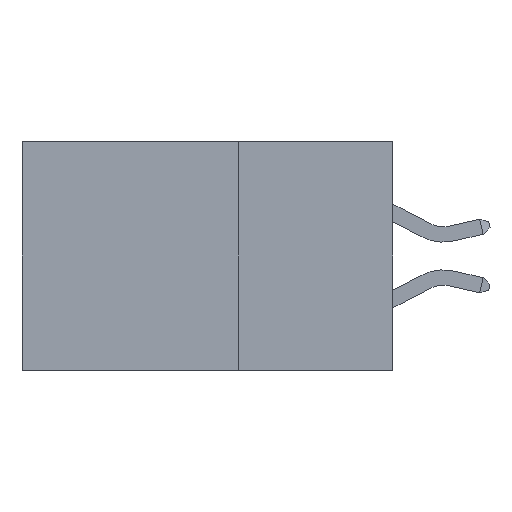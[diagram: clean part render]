
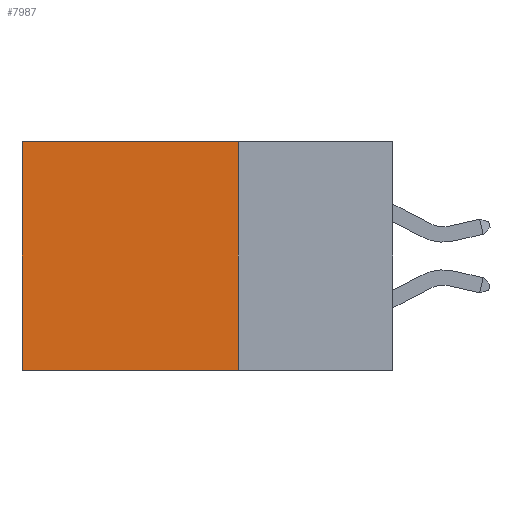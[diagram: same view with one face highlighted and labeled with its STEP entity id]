
A CAD part, left-side view. The second image highlights one B-rep face of the part: STEP entity #7987.
In plain terms, the highlighted planar face has unit normal (-1, 0, 0).
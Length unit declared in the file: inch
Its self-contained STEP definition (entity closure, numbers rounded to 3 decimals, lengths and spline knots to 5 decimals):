
#200 = VECTOR ( 'NONE', #12470, 39.37008 ) ;
#595 = DIRECTION ( 'NONE',  ( 0., 1., 0. ) ) ;
#596 = CARTESIAN_POINT ( 'NONE',  ( 0.2875, 0.25, 0. ) ) ;
#1026 = EDGE_CURVE ( 'NONE', #1560, #2078, #3799, .T. ) ;
#1122 = ORIENTED_EDGE ( 'NONE', *, *, #7273, .F. ) ;
#1414 = EDGE_CURVE ( 'NONE', #2078, #12915, #1980, .T. ) ;
#1560 = VERTEX_POINT ( 'NONE', #2421 ) ;
#1980 = LINE ( 'NONE', #3129, #200 ) ;
#2078 = VERTEX_POINT ( 'NONE', #10653 ) ;
#2206 = ORIENTED_EDGE ( 'NONE', *, *, #8267, .F. ) ;
#2351 = LINE ( 'NONE', #9637, #7765 ) ;
#2421 = CARTESIAN_POINT ( 'NONE',  ( 0.2875, 0.25, 0. ) ) ;
#2512 = PLANE ( 'NONE',  #12433 ) ;
#2940 = DIRECTION ( 'NONE',  ( 0., 1., 0. ) ) ;
#3129 = CARTESIAN_POINT ( 'NONE',  ( 0.2875, 0.6, 0. ) ) ;
#3799 = LINE ( 'NONE', #9980, #12590 ) ;
#4355 = ORIENTED_EDGE ( 'NONE', *, *, #1414, .T. ) ;
#4884 = EDGE_LOOP ( 'NONE', ( #4355, #1122, #2206, #7281 ) ) ;
#6070 = LINE ( 'NONE', #10147, #6940 ) ;
#6706 = FACE_OUTER_BOUND ( 'NONE', #4884, .T. ) ;
#6940 = VECTOR ( 'NONE', #2940, 39.37008 ) ;
#7273 = EDGE_CURVE ( 'NONE', #12282, #12915, #6070, .T. ) ;
#7281 = ORIENTED_EDGE ( 'NONE', *, *, #1026, .T. ) ;
#7765 = VECTOR ( 'NONE', #9375, 39.37008 ) ;
#7987 = ADVANCED_FACE ( 'NONE', ( #6706 ), #2512, .F. ) ;
#8267 = EDGE_CURVE ( 'NONE', #1560, #12282, #2351, .T. ) ;
#9375 = DIRECTION ( 'NONE',  ( 0., 0., -1. ) ) ;
#9552 = CARTESIAN_POINT ( 'NONE',  ( 0.2875, 0.25, -0.37 ) ) ;
#9637 = CARTESIAN_POINT ( 'NONE',  ( 0.2875, 0.25, 0. ) ) ;
#9980 = CARTESIAN_POINT ( 'NONE',  ( 0.2875, 0.25, 0. ) ) ;
#10147 = CARTESIAN_POINT ( 'NONE',  ( 0.2875, 0.25, -0.37 ) ) ;
#10653 = CARTESIAN_POINT ( 'NONE',  ( 0.2875, 0.6, 0. ) ) ;
#10868 = DIRECTION ( 'NONE',  ( 1., 0., 0. ) ) ;
#11077 = DIRECTION ( 'NONE',  ( 0., 0., -1. ) ) ;
#12282 = VERTEX_POINT ( 'NONE', #9552 ) ;
#12433 = AXIS2_PLACEMENT_3D ( 'NONE', #596, #10868, #11077 ) ;
#12470 = DIRECTION ( 'NONE',  ( 0., 0., -1. ) ) ;
#12590 = VECTOR ( 'NONE', #595, 39.37008 ) ;
#12915 = VERTEX_POINT ( 'NONE', #13346 ) ;
#13346 = CARTESIAN_POINT ( 'NONE',  ( 0.2875, 0.6, -0.37 ) ) ;
